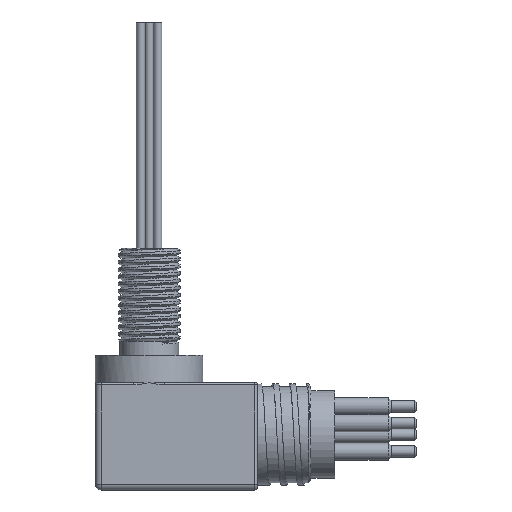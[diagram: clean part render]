
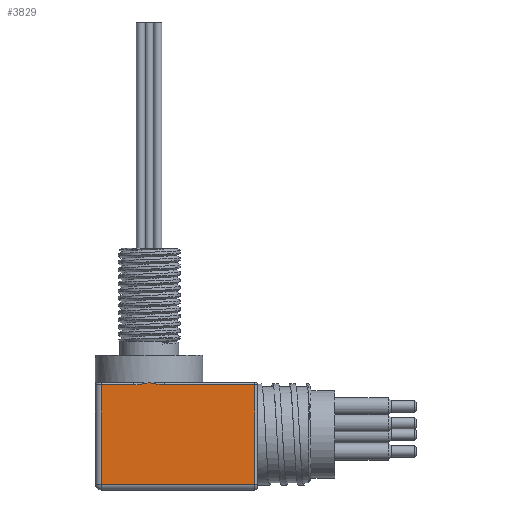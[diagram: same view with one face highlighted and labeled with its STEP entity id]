
A CAD part, front view. The second image highlights one B-rep face of the part: STEP entity #3829.
In plain terms, the highlighted planar face has unit normal (0, -1, 0).
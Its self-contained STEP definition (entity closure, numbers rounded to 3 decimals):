
#321=PLANE($,#4068);
#526=FACE_OUTER_BOUND($,#798,.T.);
#798=EDGE_LOOP($,(#3225,#3226,#3227,#3228,#3229,#3230,#3231));
#1051=LINE($,#9376,#1301);
#1058=LINE($,#9404,#1308);
#1065=LINE($,#9467,#1315);
#1070=LINE($,#9660,#1320);
#1071=LINE($,#9661,#1321);
#1301=VECTOR($,#4680,15.972);
#1308=VECTOR($,#4713,17.6);
#1315=VECTOR($,#4742,5.772);
#1320=VECTOR($,#4777,17.6);
#1321=VECTOR($,#4778,27.2);
#1474=B_SPLINE_CURVE_WITH_KNOTS($,3,(#9441,#9442,#9443,#9444,#9445,#9446),
 .UNSPECIFIED.,.F.,.F.,(4,2,4),(-0.001,0.,0.274),
 .UNSPECIFIED.);
#1476=B_SPLINE_CURVE_WITH_KNOTS($,3,(#9530,#9531,#9532,#9533,#9534,#9535),
 .UNSPECIFIED.,.F.,.F.,(4,2,4),(0.537,0.811,0.813),
 .UNSPECIFIED.);
#1780=VERTEX_POINT($,#9369);
#1782=VERTEX_POINT($,#9374);
#1790=VERTEX_POINT($,#9398);
#1791=VERTEX_POINT($,#9439);
#1796=VERTEX_POINT($,#9457);
#1798=VERTEX_POINT($,#9463);
#1810=VERTEX_POINT($,#9659);
#2247=EDGE_CURVE($,#1782,#1780,#1051,.T.);
#2262=EDGE_CURVE($,#1780,#1790,#1058,.T.);
#2267=EDGE_CURVE($,#1791,#1782,#1474,.T.);
#2277=EDGE_CURVE($,#1796,#1798,#1065,.T.);
#2280=EDGE_CURVE($,#1798,#1791,#1476,.T.);
#2298=EDGE_CURVE($,#1810,#1796,#1070,.T.);
#2299=EDGE_CURVE($,#1790,#1810,#1071,.T.);
#3225=ORIENTED_EDGE($,*,*,#2262,.F.);
#3226=ORIENTED_EDGE($,*,*,#2247,.F.);
#3227=ORIENTED_EDGE($,*,*,#2267,.F.);
#3228=ORIENTED_EDGE($,*,*,#2280,.F.);
#3229=ORIENTED_EDGE($,*,*,#2277,.F.);
#3230=ORIENTED_EDGE($,*,*,#2298,.F.);
#3231=ORIENTED_EDGE($,*,*,#2299,.F.);
#3829=ADVANCED_FACE($,(#526),#321,.T.);
#4068=AXIS2_PLACEMENT_3D($,#9658,#4775,#4776);
#4680=DIRECTION($,(1.,0.,0.));
#4713=DIRECTION($,(0.,0.,-1.));
#4742=DIRECTION($,(1.,0.,0.));
#4775=DIRECTION('center_axis',(0.,-1.,0.));
#4776=DIRECTION('ref_axis',(0.,0.,-1.));
#4777=DIRECTION($,(0.,0.,1.));
#4778=DIRECTION($,(-1.,0.,0.));
#9369=CARTESIAN_POINT('',(18.7,-9.5,-0.4));
#9374=CARTESIAN_POINT('',(2.728,-9.5,-0.4));
#9376=CARTESIAN_POINT($,(-2.35,-9.5,-0.4));
#9398=CARTESIAN_POINT('',(18.7,-9.5,-18.));
#9404=CARTESIAN_POINT($,(18.7,-9.5,0.));
#9439=CARTESIAN_POINT('',(0.,-9.5,0.));
#9441=CARTESIAN_POINT('Ctrl Pts',(0.,-9.5,0.));
#9442=CARTESIAN_POINT('Ctrl Pts',(0.004,-9.5,-0.001));
#9443=CARTESIAN_POINT('Ctrl Pts',(0.009,-9.5,-0.002));
#9444=CARTESIAN_POINT('Ctrl Pts',(0.909,-9.5,-0.188));
#9445=CARTESIAN_POINT('Ctrl Pts',(1.813,-9.5,-0.4));
#9446=CARTESIAN_POINT('Ctrl Pts',(2.728,-9.5,-0.4));
#9457=CARTESIAN_POINT('',(-8.5,-9.5,-0.4));
#9463=CARTESIAN_POINT('',(-2.728,-9.5,-0.4));
#9467=CARTESIAN_POINT($,(-2.35,-9.5,-0.4));
#9530=CARTESIAN_POINT('Ctrl Pts',(-2.728,-9.5,-0.4));
#9531=CARTESIAN_POINT('Ctrl Pts',(-1.813,-9.5,-0.4));
#9532=CARTESIAN_POINT('Ctrl Pts',(-0.909,-9.5,
-0.187));
#9533=CARTESIAN_POINT('Ctrl Pts',(-0.009,-9.5,-0.002));
#9534=CARTESIAN_POINT('Ctrl Pts',(-0.004,-9.5,-0.001));
#9535=CARTESIAN_POINT('Ctrl Pts',(0.,-9.5,0.));
#9658=CARTESIAN_POINT('Origin',(-9.5,-9.5,0.));
#9659=CARTESIAN_POINT('',(-8.5,-9.5,-18.));
#9660=CARTESIAN_POINT($,(-8.5,-9.5,0.));
#9661=CARTESIAN_POINT($,(-2.35,-9.5,-18.));
